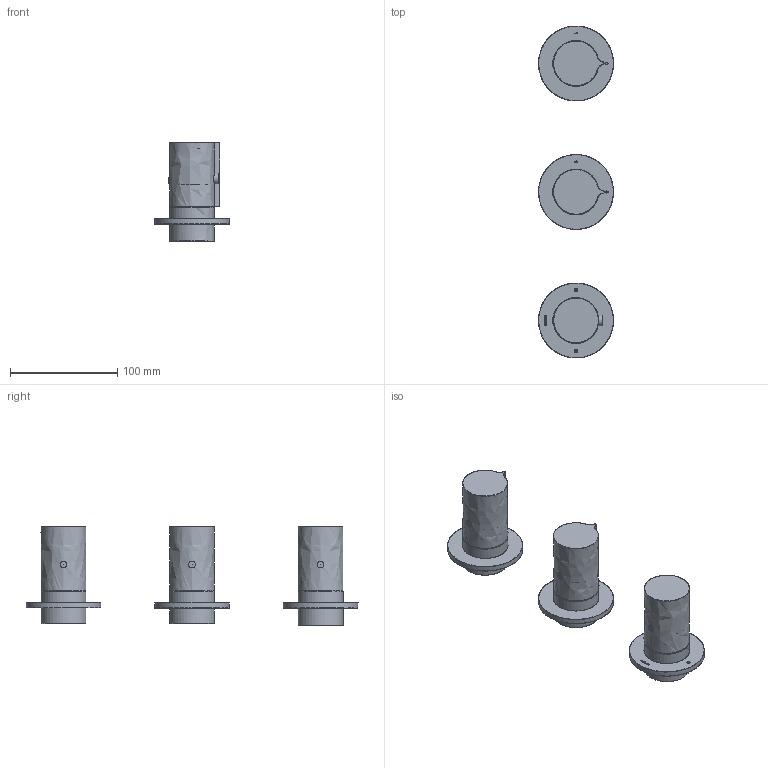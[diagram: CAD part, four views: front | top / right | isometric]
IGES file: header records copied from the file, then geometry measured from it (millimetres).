
Start section: C
Global section: file name: GT7067-00.igs; native system: By Siemens PLM Incorporated; preprocessor: XPlus GENERIC/IGES 27.1.215; author: Author; organization: Title; date: 20260211.161028; units: millimetre
Bounding box: 69.99 x 310 x 92.3 mm (x, y, z)
Volume: 188120.3 mm3; surface area: 117442.9 mm2
Topology: 13 solids, 13 shells, 562 faces, 1292 edges, 796 vertices
Faces by surface type: bspline 562
